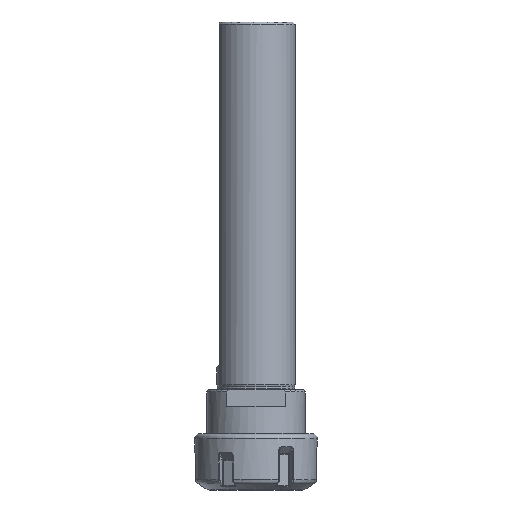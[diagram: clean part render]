
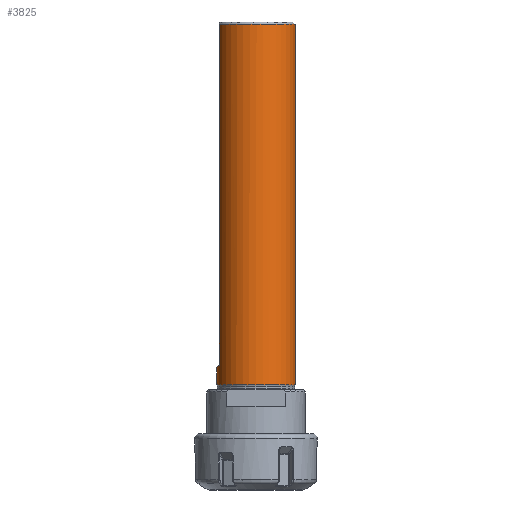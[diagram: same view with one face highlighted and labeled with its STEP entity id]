
A CAD part, left-side view. The second image highlights one B-rep face of the part: STEP entity #3825.
In plain terms, the highlighted cylindrical face has radius 16 mm (diameter 32 mm), a partial arc.
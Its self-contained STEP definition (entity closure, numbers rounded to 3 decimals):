
#152=CARTESIAN_POINT('',(0,16,-82.1));
#172=DIRECTION('',(0,0,-1));
#173=VECTOR('',#172,139);
#174=CARTESIAN_POINT('',(-5.83,14.9,58));
#175=LINE('',#174,#173);
#176=CARTESIAN_POINT('',(0,0,58));
#177=DIRECTION('',(0,0,1));
#178=DIRECTION('',(-0.364,0.931,0));
#179=AXIS2_PLACEMENT_3D('',#176,#177,#178);
#181=DIRECTION('',(0.,0.,1));
#182=VECTOR('',#181,147);
#183=CARTESIAN_POINT('',(0,-16,-89));
#184=LINE('',#183,#182);
#185=CARTESIAN_POINT('',(0,0,-89));
#186=DIRECTION('',(0,0,1));
#187=DIRECTION('',(0,1,0));
#188=AXIS2_PLACEMENT_3D('',#185,#186,#187);
#190=DIRECTION('',(0,0,1));
#191=VECTOR('',#190,6.9);
#192=CARTESIAN_POINT('',(0,16,-89));
#193=LINE('',#192,#191);
#194=CARTESIAN_POINT('',(-5.83,14.9,-81));
#195=CARTESIAN_POINT('',(-4.921,15.256,-81.356));
#196=CARTESIAN_POINT('',(-3.043,15.8,-81.9));
#197=CARTESIAN_POINT('',(-1.039,16,-82.1));
#198=CARTESIAN_POINT('',(0,16,-82.1));
#3122=CARTESIAN_POINT('',(-5.83,14.9,-81));
#3124=VERTEX_POINT('',#3122);
#3150=CARTESIAN_POINT('',(0,16,-89));
#3151=VERTEX_POINT('',#3150);
#3160=CARTESIAN_POINT('',(0,-16,-89));
#3161=VERTEX_POINT('',#3160);
#3162=CARTESIAN_POINT('',(0.,-16.,
58.));
#3163=VERTEX_POINT('',#3162);
#3166=VERTEX_POINT('',#152);
#3167=CARTESIAN_POINT('',(-5.83,14.9,58));
#3168=VERTEX_POINT('',#3167);
#3811=CARTESIAN_POINT('',(0,0,67.9));
#3812=DIRECTION('',(0,0,-1));
#3813=DIRECTION('',(0,-1,0));
#3814=AXIS2_PLACEMENT_3D('',#3811,#3812,#3813);
#3815=CYLINDRICAL_SURFACE('',#3814,16);
#3816=ORIENTED_EDGE('',*,*,#3755,.F.);
#3817=ORIENTED_EDGE('',*,*,#3773,.T.);
#3818=ORIENTED_EDGE('',*,*,#3793,.F.);
#3820=ORIENTED_EDGE('',*,*,#3819,.F.);
#3821=ORIENTED_EDGE('',*,*,#3789,.T.);
#3822=ORIENTED_EDGE('',*,*,#3805,.F.);
#3823=EDGE_LOOP('',(#3816,#3817,#3818,#3820,#3821,#3822));
#3824=FACE_OUTER_BOUND('',#3823,.F.);
#3825=ADVANCED_FACE('',(#3824),#3815,.T.);
#180=CIRCLE('',#179,16);
#189=CIRCLE('',#188,16);
#199=B_SPLINE_CURVE_WITH_KNOTS('',3,(#194,#195,#196,#197,#198),.UNSPECIFIED.,
.F.,.F.,(4,1,4),(0,0.5,1),.UNSPECIFIED.);
#3755=EDGE_CURVE('',#3168,#3124,#175,.T.);
#3773=EDGE_CURVE('',#3168,#3163,#180,.T.);
#3789=EDGE_CURVE('',#3151,#3166,#193,.T.);
#3793=EDGE_CURVE('',#3161,#3163,#184,.T.);
#3805=EDGE_CURVE('',#3124,#3166,#199,.T.);
#3819=EDGE_CURVE('',#3151,#3161,#189,.T.);
